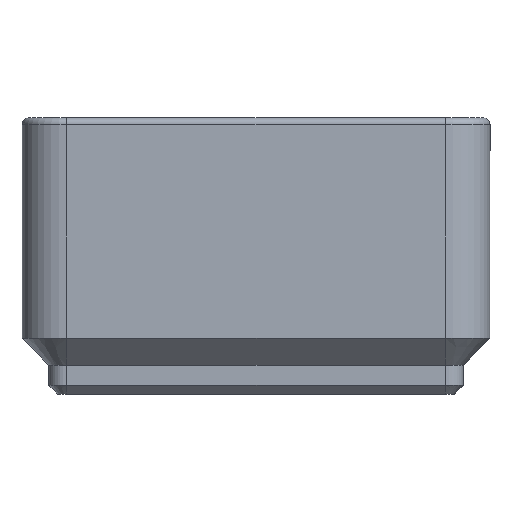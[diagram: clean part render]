
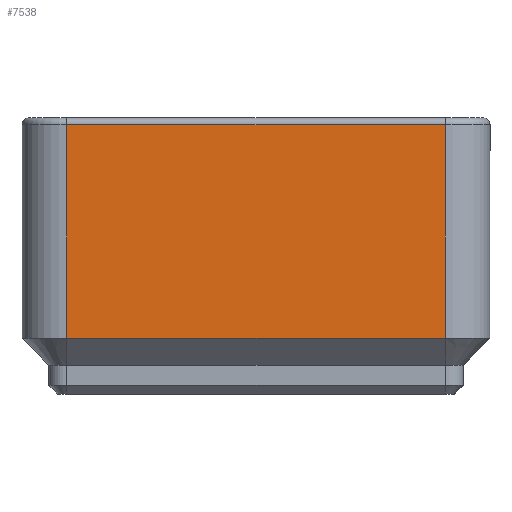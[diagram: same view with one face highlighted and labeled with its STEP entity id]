
A CAD part, left-side view. The second image highlights one B-rep face of the part: STEP entity #7538.
In plain terms, the highlighted planar face has unit normal (-1, 0, 0).
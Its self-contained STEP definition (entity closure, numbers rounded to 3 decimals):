
#1050=FACE_OUTER_BOUND('',#1514,.T.);
#1514=EDGE_LOOP('',(#6606,#6607,#6608,#6609));
#2121=LINE('',#14378,#2818);
#2189=LINE('',#14620,#2886);
#2190=LINE('',#14624,#2887);
#2191=LINE('',#14625,#2888);
#2818=VECTOR('',#9024,10.);
#2886=VECTOR('',#9308,10.);
#2887=VECTOR('',#9313,10.);
#2888=VECTOR('',#9314,10.);
#3543=VERTEX_POINT('',#14371);
#3545=VERTEX_POINT('',#14377);
#3611=VERTEX_POINT('',#14619);
#3612=VERTEX_POINT('',#14623);
#4509=EDGE_CURVE('',#3543,#3545,#2121,.T.);
#4625=EDGE_CURVE('',#3611,#3545,#2189,.T.);
#4627=EDGE_CURVE('',#3612,#3543,#2190,.T.);
#4628=EDGE_CURVE('',#3612,#3611,#2191,.T.);
#6606=ORIENTED_EDGE('',*,*,#4509,.F.);
#6607=ORIENTED_EDGE('',*,*,#4627,.F.);
#6608=ORIENTED_EDGE('',*,*,#4628,.T.);
#6609=ORIENTED_EDGE('',*,*,#4625,.T.);
#7133=PLANE('',#7956);
#7538=ADVANCED_FACE('',(#1050),#7133,.T.);
#7956=AXIS2_PLACEMENT_3D('',#14622,#9311,#9312);
#9024=DIRECTION('',(0.,-1.,0.));
#9308=DIRECTION('',(0.,0.,1.));
#9311=DIRECTION('center_axis',(-1.,0.,0.));
#9312=DIRECTION('ref_axis',(0.,-1.,0.));
#9313=DIRECTION('',(0.,0.,1.));
#9314=DIRECTION('',(0.,-1.,0.));
#14371=CARTESIAN_POINT('',(0.,38.,24.198));
#14377=CARTESIAN_POINT('',(0.,4.,24.198));
#14378=CARTESIAN_POINT('',(0.,29.5,24.198));
#14619=CARTESIAN_POINT('',(0.,4.,5.));
#14620=CARTESIAN_POINT('',(0.,4.,5.));
#14622=CARTESIAN_POINT('Origin',(0.,38.,5.));
#14623=CARTESIAN_POINT('',(0.,38.,5.));
#14624=CARTESIAN_POINT('',(0.,38.,5.));
#14625=CARTESIAN_POINT('',(0.,0.,5.));
